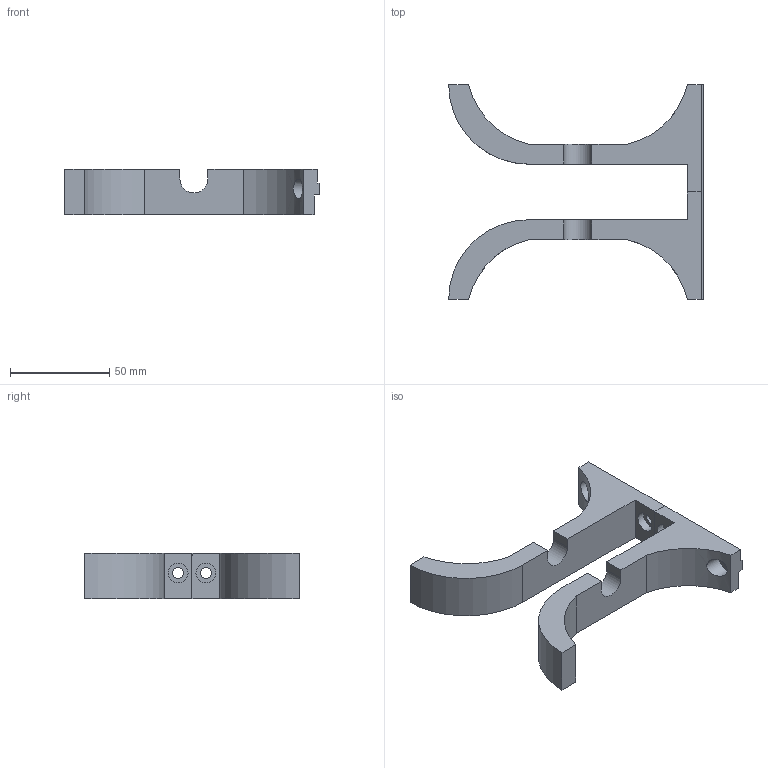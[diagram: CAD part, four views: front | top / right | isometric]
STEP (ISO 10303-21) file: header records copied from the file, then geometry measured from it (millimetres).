
FILE_DESCRIPTION(/* description */ (''),/* implementation_level */ '2;1');
FILE_NAME(/* name */ 'Rubbermade 2020 Holder v4.step',/* time_stamp */ '2020-09-16T20:44:51-07:00',/* author */ (''),/* organization */ (''),/* preprocessor_version */ 'ST-DEVELOPER v18.1',/* originating_system */ 'Autodesk Translation Framework v9.3.0.1241',/* authorisation */ '');
FILE_SCHEMA (('AUTOMOTIVE_DESIGN { 1 0 10303 214 3 1 1 }'));
Length unit declared in the file: millimetre
Products named in the file (1): Rubbermade 2020 Holder
Bounding box: 128 x 108 x 23 mm (x, y, z)
Volume: 90136.4 mm3; surface area: 26253.1 mm2
Topology: 2 solids, 2 shells, 54 faces, 140 edges, 94 vertices
Faces by surface type: plane 38, cylinder 16
Full cylindrical faces by diameter (mm): 5.5 x4, 10 x4
Entity records: 1760 total; most frequent: CARTESIAN_POINT 355, ORIENTED_EDGE 280, DIRECTION 278, EDGE_CURVE 140, LINE 108, VECTOR 108, VERTEX_POINT 94, AXIS2_PLACEMENT_3D 85
